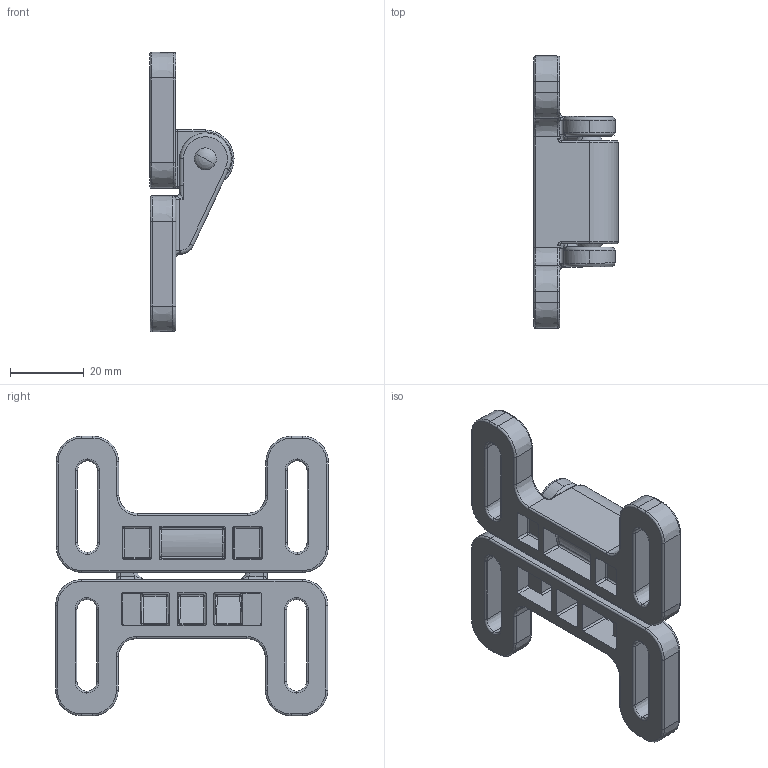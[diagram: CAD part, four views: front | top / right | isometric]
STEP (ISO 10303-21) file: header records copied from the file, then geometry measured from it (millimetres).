
FILE_DESCRIPTION(('STEP AP214'),'1');
FILE_NAME('fath_09304702.stp','2017-10-02T13:35:44',('TraceParts'),('TraceParts S.A.'),'Spatial InterOp 3D',' ',' ');
FILE_SCHEMA(('automotive_design'));
Length unit declared in the file: millimetre
Products named in the file (4): fath_09304702_1; fath_09304702_2; fath_09304702_3; fath_09304702_4
Bounding box: 22.87 x 74.13 x 75.99 mm (x, y, z)
Volume: 28026.1 mm3; surface area: 16804 mm2
Topology: 4 solids, 4 shells, 476 faces, 1111 edges, 607 vertices
Faces by surface type: cylinder 176, torus 106, plane 76, sphere 44, bspline 42, cone 32
Entity records: 18379 total; most frequent: CARTESIAN_POINT 4090, DIRECTION 2339, ORIENTED_EDGE 2134, EDGE_CURVE 1067, AXIS2_PLACEMENT_3D 972, VERTEX_POINT 607, CIRCLE 534, EDGE_LOOP 498
